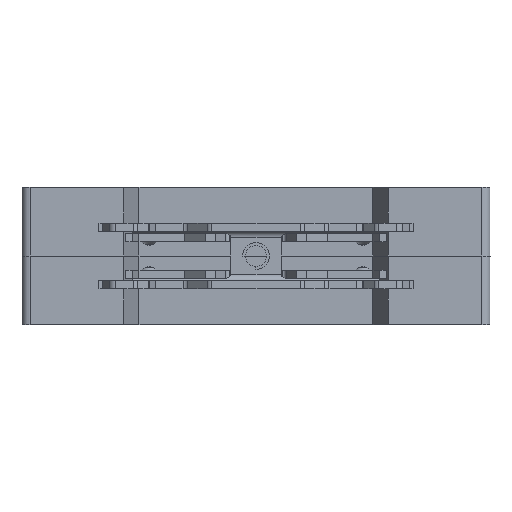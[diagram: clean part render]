
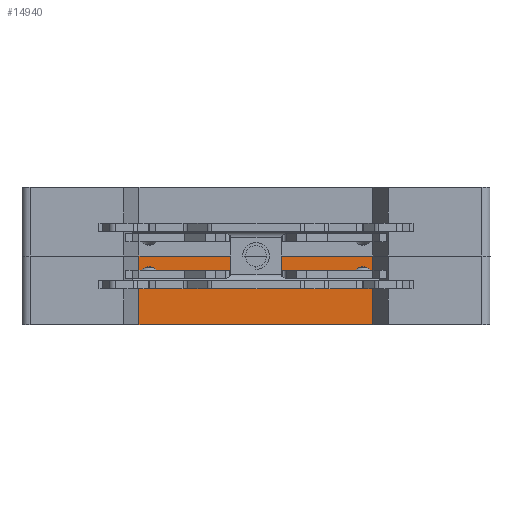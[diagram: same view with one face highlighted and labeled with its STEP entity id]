
A CAD part, front view. The second image highlights one B-rep face of the part: STEP entity #14940.
In plain terms, the highlighted planar face has unit normal (0, -1, 0).
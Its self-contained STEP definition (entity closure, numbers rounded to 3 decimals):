
#2570=CARTESIAN_POINT('',(-18.5,5.2,-10.25));
#2580=VERTEX_POINT('',#2570);
#2610=CARTESIAN_POINT('',(0.,5.2,-10.25));
#2620=DIRECTION('',(-1.,0.,0.));
#2630=VECTOR('',#2620,1.);
#2640=LINE('',#2610,#2630);
#2650=CARTESIAN_POINT('',(16.5,5.2,-10.25));
#2660=VERTEX_POINT('',#2650);
#2670=EDGE_CURVE('',#2660,#2580,#2640,.T.);
#8930=CARTESIAN_POINT('',(-18.5,5.2,0.))
;
#8940=VERTEX_POINT('',#8930);
#8970=CARTESIAN_POINT('',(-18.5,5.2,0.));
#8980=DIRECTION('',(0.,0.,1.));
#8990=VECTOR('',#8980,1.);
#9000=LINE('',#8970,#8990);
#9010=CARTESIAN_POINT('',(-18.5,5.2,-2.1));
#9020=VERTEX_POINT('',#9010);
#9030=EDGE_CURVE('',#9020,#8940,#9000,.T.);
#9250=CARTESIAN_POINT('',(-18.5,5.2,-3.3));
#9260=VERTEX_POINT('',#9250);
#9290=EDGE_CURVE('',#2580,#9260,#9000,.T.);
#14150=CARTESIAN_POINT('',(-17.5,5.2,-11.475));
#14160=DIRECTION('',(-0.,1.,0.));
#14170=DIRECTION('',(1.,0.,0.));
#14180=AXIS2_PLACEMENT_3D('',#14150,#14160,#14170);
#14190=PLANE('',#14180);
#14200=ORIENTED_EDGE('',*,*,#9290,.F.);
#14210=CARTESIAN_POINT('',(0.,5.2,-3.3));
#14220=DIRECTION('',(-1.,0.,0.));
#14230=VECTOR('',#14220,1.);
#14240=LINE('',#14210,#14230);
#14250=CARTESIAN_POINT('',(-3.3,5.2,-3.3));
#14260=VERTEX_POINT('',#14250);
#14270=EDGE_CURVE('',#14260,#9260,#14240,.T.);
#14280=ORIENTED_EDGE('',*,*,#14270,.T.);
#14290=CARTESIAN_POINT('',(-3.3,5.2,0.));
#14300=DIRECTION('',(0.,0.,-1.));
#14310=VECTOR('',#14300,1.);
#14320=LINE('',#14290,#14310);
#14330=CARTESIAN_POINT('',(-3.3,5.2,-2.1));
#14340=VERTEX_POINT('',#14330);
#14350=EDGE_CURVE('',#14340,#14260,#14320,.T.);
#14360=ORIENTED_EDGE('',*,*,#14350,.T.);
#14370=CARTESIAN_POINT('',(0.,5.2,-2.1));
#14380=DIRECTION('',(-1.,0.,0.));
#14390=VECTOR('',#14380,1.);
#14400=LINE('',#14370,#14390);
#14410=EDGE_CURVE('',#14340,#9020,#14400,.T.);
#14420=ORIENTED_EDGE('',*,*,#14410,.F.);
#14430=ORIENTED_EDGE('',*,*,#9030,.F.);
#14440=CARTESIAN_POINT('',(0.,5.2,0.));
#14450=DIRECTION('',(-1.,0.,0.));
#14460=VECTOR('',#14450,1.);
#14470=LINE('',#14440,#14460);
#14480=CARTESIAN_POINT('',(-3.55,5.2,
0.));
#14490=VERTEX_POINT('',#14480);
#14500=EDGE_CURVE('',#14490,#8940,#14470,.T.);
#14510=ORIENTED_EDGE('',*,*,#14500,.T.);
#14520=CARTESIAN_POINT('',(-1.,5.2,
0.));
#14530=DIRECTION('',(0.,1.,0.));
#14540=DIRECTION('',(-1.,0.,0.));
#14550=AXIS2_PLACEMENT_3D('',#14520,#14530,#14540);
#14560=CIRCLE('',#14550,2.55);
#14570=CARTESIAN_POINT('',(1.55,5.2,
0.));
#14580=VERTEX_POINT('',#14570);
#14590=EDGE_CURVE('',#14580,#14490,#14560,.T.);
#14600=ORIENTED_EDGE('',*,*,#14590,.T.);
#14610=CARTESIAN_POINT('',(16.5,5.2,0.))
;
#14620=VERTEX_POINT('',#14610);
#14630=EDGE_CURVE('',#14620,#14580,#14470,.T.);
#14640=ORIENTED_EDGE('',*,*,#14630,.T.);
#14650=CARTESIAN_POINT('',(16.5,5.2,0.));
#14660=DIRECTION('',(-0.,0.,1.));
#14670=VECTOR('',#14660,1.);
#14680=LINE('',#14650,#14670);
#14690=CARTESIAN_POINT('',(16.5,5.2,-2.1));
#14700=VERTEX_POINT('',#14690);
#14710=EDGE_CURVE('',#14700,#14620,#14680,.T.);
#14720=ORIENTED_EDGE('',*,*,#14710,.T.);
#14730=CARTESIAN_POINT('',(1.3,5.2,-2.1));
#14740=VERTEX_POINT('',#14730);
#14750=EDGE_CURVE('',#14700,#14740,#14400,.T.);
#14760=ORIENTED_EDGE('',*,*,#14750,.F.);
#14770=CARTESIAN_POINT('',(1.3,5.2,0.));
#14780=DIRECTION('',(0.,0.,1.));
#14790=VECTOR('',#14780,1.);
#14800=LINE('',#14770,#14790);
#14810=CARTESIAN_POINT('',(1.3,5.2,-3.3));
#14820=VERTEX_POINT('',#14810);
#14830=EDGE_CURVE('',#14820,#14740,#14800,.T.);
#14840=ORIENTED_EDGE('',*,*,#14830,.T.);
#14850=CARTESIAN_POINT('',(16.5,5.2,-3.3));
#14860=VERTEX_POINT('',#14850);
#14870=EDGE_CURVE('',#14860,#14820,#14240,.T.);
#14880=ORIENTED_EDGE('',*,*,#14870,.T.);
#14890=EDGE_CURVE('',#2660,#14860,#14680,.T.);
#14900=ORIENTED_EDGE('',*,*,#14890,.T.);
#14910=ORIENTED_EDGE('',*,*,#2670,.F.);
#14920=EDGE_LOOP('',(#14910,#14900,#14880,#14840,#14760,#14720,#14640,
#14600,#14510,#14430,#14420,#14360,#14280,#14200));
#14930=FACE_OUTER_BOUND('',#14920,.T.);
#14940=ADVANCED_FACE('',(#14930),#14190,.F.);
